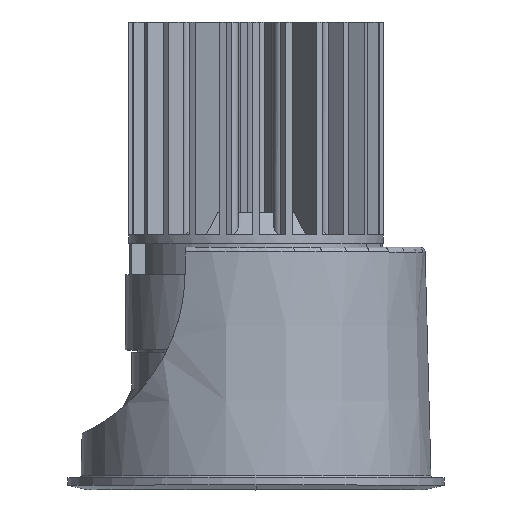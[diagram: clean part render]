
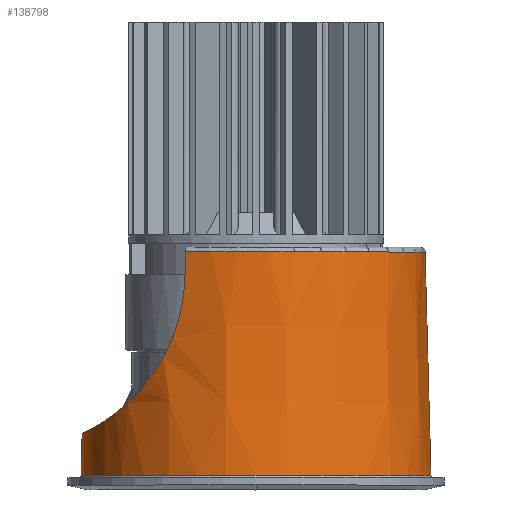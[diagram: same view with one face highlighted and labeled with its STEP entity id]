
A CAD part, top view. The second image highlights one B-rep face of the part: STEP entity #138798.
In plain terms, the highlighted conical face has half-angle 1.5 degrees and reference radius 38.84 mm.
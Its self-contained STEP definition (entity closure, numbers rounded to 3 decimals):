
#138170=CARTESIAN_POINT('',(-16.,34.798,-46.3));
#138171=CARTESIAN_POINT('',(-16.,34.837,-44.96));
#138172=CARTESIAN_POINT('',(-16.133,34.855,
-42.228));
#138173=CARTESIAN_POINT('',(-16.803,34.666,
-37.928));
#138174=CARTESIAN_POINT('',(-17.939,34.22,
-33.768));
#138175=CARTESIAN_POINT('',(-19.355,33.555,
-30.115));
#138176=CARTESIAN_POINT('',(-21.062,32.627,
-26.698));
#138177=CARTESIAN_POINT('',(-23.095,31.336,
-23.454));
#138178=CARTESIAN_POINT('',(-25.297,29.696,
-20.582));
#138179=CARTESIAN_POINT('',(-27.608,27.666,
-18.058));
#138180=CARTESIAN_POINT('',(-29.96,25.202,
-15.886));
#138181=CARTESIAN_POINT('',(-32.177,22.384,
-14.134));
#138182=CARTESIAN_POINT('',(-34.06,19.454,
-12.834));
#138183=CARTESIAN_POINT('',(-35.545,16.626,
-11.915));
#138184=CARTESIAN_POINT('',(-36.721,13.873,
-11.246));
#138185=CARTESIAN_POINT('',(-37.642,11.172,
-10.758));
#138186=CARTESIAN_POINT('',(-38.355,8.447,
-10.4));
#138187=CARTESIAN_POINT('',(-38.871,5.661,
-10.152));
#138188=CARTESIAN_POINT('',(-39.182,2.842,
-10.007));
#138189=CARTESIAN_POINT('',(-39.252,0.95,
-9.975));
#138190=CARTESIAN_POINT('',(-39.252,0.,
-9.975));
#138195=CARTESIAN_POINT('',(-16.,34.665,-50.929));
#138196=CARTESIAN_POINT('',(-16.,34.68,-50.415));
#138197=CARTESIAN_POINT('',(-16.,34.709,-49.388));
#138198=CARTESIAN_POINT('',(-16.,34.754,-47.845));
#138199=CARTESIAN_POINT('',(-16.,34.784,-46.815));
#138200=CARTESIAN_POINT('',(-16.,34.798,-46.3));
#138205=DIRECTION('',(-0.026,0.,-1.));
#138206=VECTOR('',#138205,50.459);
#138207=CARTESIAN_POINT('',(39.5,0.,-0.487));
#138208=LINE('',#138207,#138206);
#138212=CARTESIAN_POINT('',(0.,0.,-0.487));
#138213=DIRECTION('',(0.,0.,1.));
#138214=DIRECTION('',(1.,0.,0.));
#138215=AXIS2_PLACEMENT_3D('',#138212,#138213,#138214);
#138220=DIRECTION('',(0.026,0.,-1.));
#138221=VECTOR('',#138220,9.491);
#138222=CARTESIAN_POINT('',(-39.5,0.,-0.487));
#138223=LINE('',#138222,#138221);
#138227=CARTESIAN_POINT('',(-39.252,0.,
-9.975));
#138487=CARTESIAN_POINT('',(0.,0.,-50.929));
#138488=DIRECTION('',(0.,0.,1.));
#138489=DIRECTION('',(1.,0.,0.));
#138490=AXIS2_PLACEMENT_3D('',#138487,#138488,#138489);
#138718=CARTESIAN_POINT('',(39.5,0.,-0.487));
#138720=VERTEX_POINT('',#138718);
#138722=CARTESIAN_POINT('',(-39.5,0.,
-0.487));
#138724=VERTEX_POINT('',#138722);
#138741=CARTESIAN_POINT('',(38.179,0.,-50.929));
#138742=VERTEX_POINT('',#138741);
#138749=VERTEX_POINT('',#138227);
#138751=VERTEX_POINT('',#138170);
#138756=VERTEX_POINT('',#138195);
#138779=CARTESIAN_POINT('',(0.,0.,-25.708));
#138780=DIRECTION('',(0.,0.,1.));
#138781=DIRECTION('',(-1.,0.,0.));
#138782=AXIS2_PLACEMENT_3D('',#138779,#138780,#138781);
#138783=CONICAL_SURFACE('',#138782,38.84,1.5);
#138785=ORIENTED_EDGE('',*,*,#138784,.F.);
#138787=ORIENTED_EDGE('',*,*,#138786,.F.);
#138789=ORIENTED_EDGE('',*,*,#138788,.F.);
#138791=ORIENTED_EDGE('',*,*,#138790,.F.);
#138793=ORIENTED_EDGE('',*,*,#138792,.T.);
#138795=ORIENTED_EDGE('',*,*,#138794,.T.);
#138796=EDGE_LOOP('',(#138785,#138787,#138789,#138791,#138793,#138795));
#138797=FACE_OUTER_BOUND('',#138796,.F.);
#138798=ADVANCED_FACE('',(#138797),#138783,.T.);
#138191=B_SPLINE_CURVE_WITH_KNOTS('',3,(#138170,#138171,#138172,#138173,#138174,
#138175,#138176,#138177,#138178,#138179,#138180,#138181,#138182,#138183,#138184,
#138185,#138186,#138187,#138188,#138189,#138190),.UNSPECIFIED.,.F.,.F.,(4,1,1,1,
1,1,1,1,1,1,1,1,1,1,1,1,1,1,4),(0.,0.056,0.111,
0.167,0.222,0.278,0.333,
0.389,0.444,0.5,0.556,0.611,
0.667,0.722,0.778,0.833,
0.889,0.944,1.),.UNSPECIFIED.);
#138201=B_SPLINE_CURVE_WITH_KNOTS('',3,(#138195,#138196,#138197,#138198,#138199,
#138200),.UNSPECIFIED.,.F.,.F.,(4,1,1,4),(0.,0.333,
0.667,1.),.UNSPECIFIED.);
#138216=CIRCLE('',#138215,39.5);
#138491=CIRCLE('',#138490,38.179);
#138784=EDGE_CURVE('',#138751,#138749,#138191,.T.);
#138786=EDGE_CURVE('',#138756,#138751,#138201,.T.);
#138788=EDGE_CURVE('',#138742,#138756,#138491,.T.);
#138790=EDGE_CURVE('',#138720,#138742,#138208,.T.);
#138792=EDGE_CURVE('',#138720,#138724,#138216,.T.);
#138794=EDGE_CURVE('',#138724,#138749,#138223,.T.);
